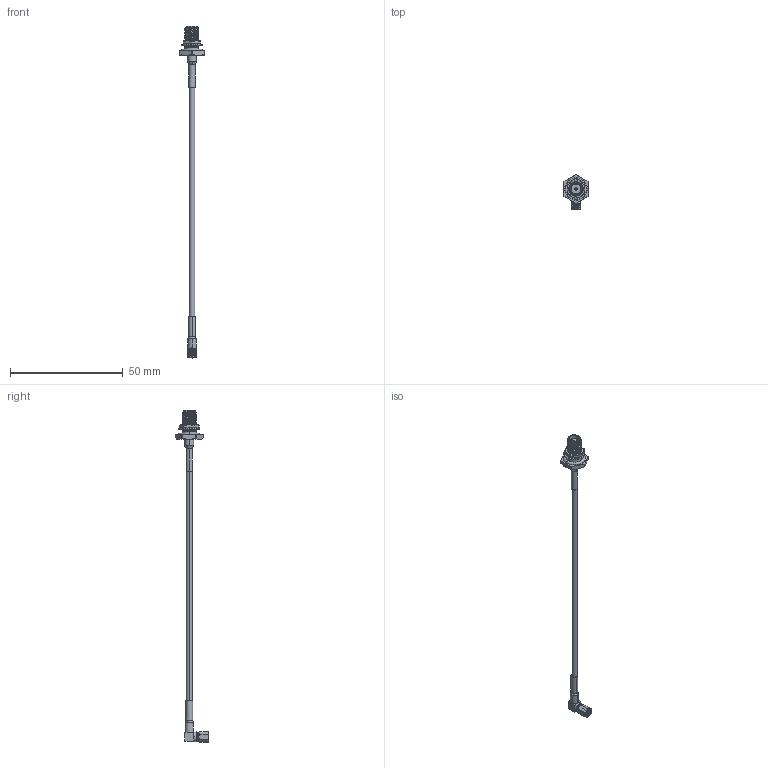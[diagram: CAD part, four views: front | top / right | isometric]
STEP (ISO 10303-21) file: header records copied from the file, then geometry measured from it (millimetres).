
FILE_DESCRIPTION (( 'STEP AP203' ), '1' );
FILE_NAME ('PE3C4486.step', '2019-06-03T16:01:30', ( '' ), ( '' ), 'SwSTEP 2.0', 'SolidWorks 2018', '' );
FILE_SCHEMA (( 'CONFIG_CONTROL_DESIGN' ));
Length unit declared in the file: inch
Products named in the file (4): Coax Cable_PE-SR405FLJ; PE44696_Heat Shrink; PE45384/FMCN1269(Ticket #1333)_Heat Shrink; PE3C4486
Assembly tree (3 placements, depth 2):
  PE3C4486
    Coax Cable_PE-SR405FLJ
    PE44696_Heat Shrink
    PE45384/FMCN1269(Ticket #1333)_Heat Shrink
Bounding box: 11 x 14.97 x 147.07 mm (x, y, z)
Volume: 1347.3 mm3; surface area: 2351.8 mm2
Topology: 6 solids, 6 shells, 322 faces, 886 edges, 586 vertices
Faces by surface type: cylinder 99, bspline 90, plane 81, cone 48, torus 4
Entity records: 26698 total; most frequent: CARTESIAN_POINT 19151, ORIENTED_EDGE 1772, DIRECTION 1155, EDGE_CURVE 886, VERTEX_POINT 586, AXIS2_PLACEMENT_3D 458, EDGE_LOOP 340, FACE_OUTER_BOUND 322
